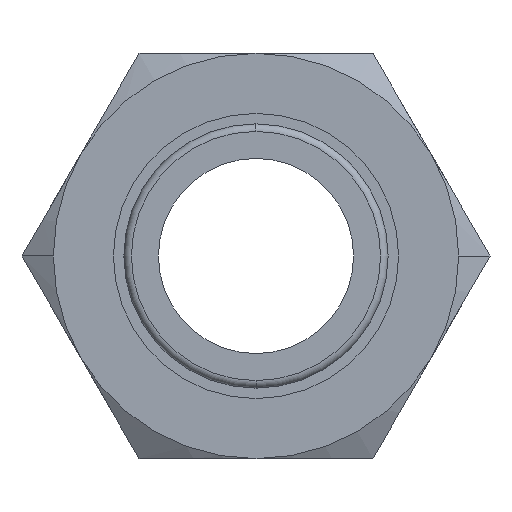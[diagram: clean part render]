
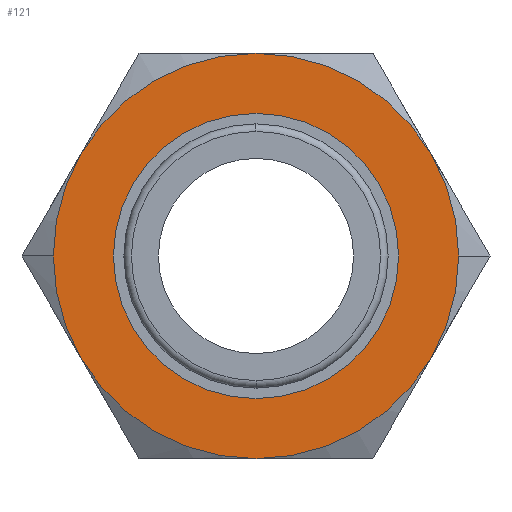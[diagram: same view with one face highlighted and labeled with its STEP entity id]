
A CAD part, front view. The second image highlights one B-rep face of the part: STEP entity #121.
In plain terms, the highlighted planar face has unit normal (0, -1, 0).
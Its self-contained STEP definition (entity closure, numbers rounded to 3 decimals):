
#121=ADVANCED_FACE('',(#261,#262),#263,.T.);
#261=FACE_OUTER_BOUND('',#414,.T.);
#262=FACE_BOUND('',#415,.T.);
#263=PLANE('',#416);
#414=EDGE_LOOP('',(#694,#695,#696,#697,#698,#699,#700,#701));
#415=EDGE_LOOP('',(#702,#703));
#416=AXIS2_PLACEMENT_3D('',#704,#705,#706);
#694=ORIENTED_EDGE('',*,*,#977,.T.);
#695=ORIENTED_EDGE('',*,*,#978,.T.);
#696=ORIENTED_EDGE('',*,*,#913,.T.);
#697=ORIENTED_EDGE('',*,*,#941,.T.);
#698=ORIENTED_EDGE('',*,*,#979,.T.);
#699=ORIENTED_EDGE('',*,*,#933,.T.);
#700=ORIENTED_EDGE('',*,*,#898,.T.);
#701=ORIENTED_EDGE('',*,*,#980,.T.);
#702=ORIENTED_EDGE('',*,*,#981,.F.);
#703=ORIENTED_EDGE('',*,*,#982,.F.);
#704=CARTESIAN_POINT('',(-6.75,27.0,0.0));
#705=DIRECTION('',(0.,-1.0,0.0));
#706=DIRECTION('',(-1.0,0.,0.0));
#898=EDGE_CURVE('',#1067,#1065,#1068,.T.);
#913=EDGE_CURVE('',#1084,#1087,#1089,.T.);
#933=EDGE_CURVE('',#1116,#1067,#1120,.T.);
#941=EDGE_CURVE('',#1087,#1132,#1134,.T.);
#977=EDGE_CURVE('',#1155,#1181,#1182,.T.);
#978=EDGE_CURVE('',#1181,#1084,#1183,.T.);
#979=EDGE_CURVE('',#1132,#1116,#1184,.T.);
#980=EDGE_CURVE('',#1065,#1155,#1185,.T.);
#981=EDGE_CURVE('',#1186,#1187,#1188,.T.);
#982=EDGE_CURVE('',#1187,#1186,#1189,.T.);
#1065=VERTEX_POINT('',#1300);
#1067=VERTEX_POINT('',#1313);
#1068=CIRCLE('',#1314,13.5);
#1084=VERTEX_POINT('',#1341);
#1087=VERTEX_POINT('',#1355);
#1089=CIRCLE('',#1368,13.5);
#1116=VERTEX_POINT('',#1409);
#1120=CIRCLE('',#1425,13.5);
#1132=VERTEX_POINT('',#1439);
#1134=CIRCLE('',#1452,13.5);
#1155=VERTEX_POINT('',#1533);
#1181=VERTEX_POINT('',#1608);
#1182=CIRCLE('',#1609,13.5);
#1183=CIRCLE('',#1610,13.5);
#1184=CIRCLE('',#1611,13.5);
#1185=CIRCLE('',#1612,13.5);
#1186=VERTEX_POINT('',#1613);
#1187=VERTEX_POINT('',#1614);
#1188=CIRCLE('',#1615,9.5);
#1189=CIRCLE('',#1616,9.5);
#1300=CARTESIAN_POINT('',(0.,27.0,13.5));
#1313=CARTESIAN_POINT('',(11.691,27.0,6.75));
#1314=AXIS2_PLACEMENT_3D('',#1767,#1768,#1769);
#1341=CARTESIAN_POINT('',(-11.691,27.0,-6.75));
#1355=CARTESIAN_POINT('',(0.,27.0,-13.5));
#1368=AXIS2_PLACEMENT_3D('',#1791,#1792,#1793);
#1409=CARTESIAN_POINT('',(13.5,27.0,0.));
#1425=AXIS2_PLACEMENT_3D('',#1825,#1826,#1827);
#1439=CARTESIAN_POINT('',(11.691,27.0,-6.75));
#1452=AXIS2_PLACEMENT_3D('',#1836,#1837,#1838);
#1533=CARTESIAN_POINT('',(-11.691,27.0,6.75));
#1608=CARTESIAN_POINT('',(-13.5,27.0,0.));
#1609=AXIS2_PLACEMENT_3D('',#1867,#1868,#1869);
#1610=AXIS2_PLACEMENT_3D('',#1870,#1871,#1872);
#1611=AXIS2_PLACEMENT_3D('',#1873,#1874,#1875);
#1612=AXIS2_PLACEMENT_3D('',#1876,#1877,#1878);
#1613=CARTESIAN_POINT('',(-9.5,27.0,0.));
#1614=CARTESIAN_POINT('',(9.5,27.0,0.));
#1615=AXIS2_PLACEMENT_3D('',#1879,#1880,#1881);
#1616=AXIS2_PLACEMENT_3D('',#1882,#1883,#1884);
#1767=CARTESIAN_POINT('',(0.,27.0,0.0));
#1768=DIRECTION('',(0.,-1.0,0.0));
#1769=DIRECTION('',(-1.0,0.,0.0));
#1791=CARTESIAN_POINT('',(0.,27.0,0.0));
#1792=DIRECTION('',(0.,-1.0,0.0));
#1793=DIRECTION('',(-1.0,0.,0.0));
#1825=CARTESIAN_POINT('',(0.,27.0,0.0));
#1826=DIRECTION('',(0.,-1.0,0.0));
#1827=DIRECTION('',(-1.0,0.,0.0));
#1836=CARTESIAN_POINT('',(0.,27.0,0.0));
#1837=DIRECTION('',(0.,-1.0,0.0));
#1838=DIRECTION('',(-1.0,0.,0.0));
#1867=CARTESIAN_POINT('',(0.,27.0,0.0));
#1868=DIRECTION('',(0.,-1.0,0.0));
#1869=DIRECTION('',(-1.0,0.,0.0));
#1870=CARTESIAN_POINT('',(0.,27.0,0.0));
#1871=DIRECTION('',(0.,-1.0,0.0));
#1872=DIRECTION('',(-1.0,0.,0.0));
#1873=CARTESIAN_POINT('',(0.,27.0,0.0));
#1874=DIRECTION('',(0.,-1.0,0.0));
#1875=DIRECTION('',(-1.0,0.,0.0));
#1876=CARTESIAN_POINT('',(0.,27.0,0.0));
#1877=DIRECTION('',(0.,-1.0,0.0));
#1878=DIRECTION('',(-1.0,0.,0.0));
#1879=CARTESIAN_POINT('',(0.0,27.0,0.0));
#1880=DIRECTION('',(0.,-1.0,0.0));
#1881=DIRECTION('',(1.0,0.,0.0));
#1882=CARTESIAN_POINT('',(0.0,27.0,0.0));
#1883=DIRECTION('',(0.,-1.0,0.0));
#1884=DIRECTION('',(1.0,0.,0.0));
